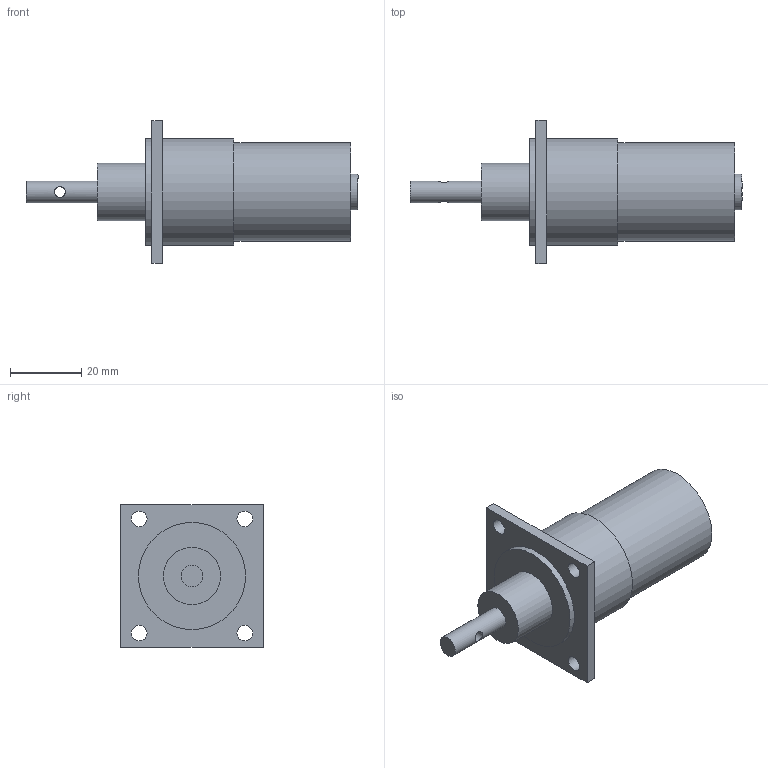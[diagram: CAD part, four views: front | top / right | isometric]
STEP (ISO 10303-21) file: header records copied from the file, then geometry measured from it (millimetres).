
FILE_DESCRIPTION(/* description */ (''),/* implementation_level */ '2;1');
FILE_NAME(/* name */ 'MOTOR.step',/* time_stamp */ '2023-06-02T13:54:50-03:00',/* author */ (''),/* organization */ (''),/* preprocessor_version */ 'ST-DEVELOPER v19.2',/* originating_system */ 'Autodesk Translation Framework v12.6.0.85',/* authorisation */ '');
FILE_SCHEMA (('AUTOMOTIVE_DESIGN { 1 0 10303 214 3 1 1 }'));
Length unit declared in the file: millimetre
Products named in the file (2): 5HZ - V3; motor 5hz v29 v3(Simetría)(Simetría)
Assembly tree (1 placements, depth 2):
  5HZ - V3
    motor 5hz v29 v3(Simetría)(Simetría)
Bounding box: 93 x 40 x 40 mm (x, y, z)
Volume: 42839.7 mm3; surface area: 9760.1 mm2
Topology: 1 solids, 1 shells, 23 faces, 49 edges, 34 vertices
Faces by surface type: plane 12, cylinder 11
Full cylindrical faces by diameter (mm): 3 x1, 4.4 x4, 6 x1, 10 x1, 16 x1, 27.5 x1, 30 x2
Entity records: 773 total; most frequent: CARTESIAN_POINT 179, DIRECTION 115, ORIENTED_EDGE 98, EDGE_CURVE 49, AXIS2_PLACEMENT_3D 46, EDGE_LOOP 39, VERTEX_POINT 34, FACE_OUTER_BOUND 23
